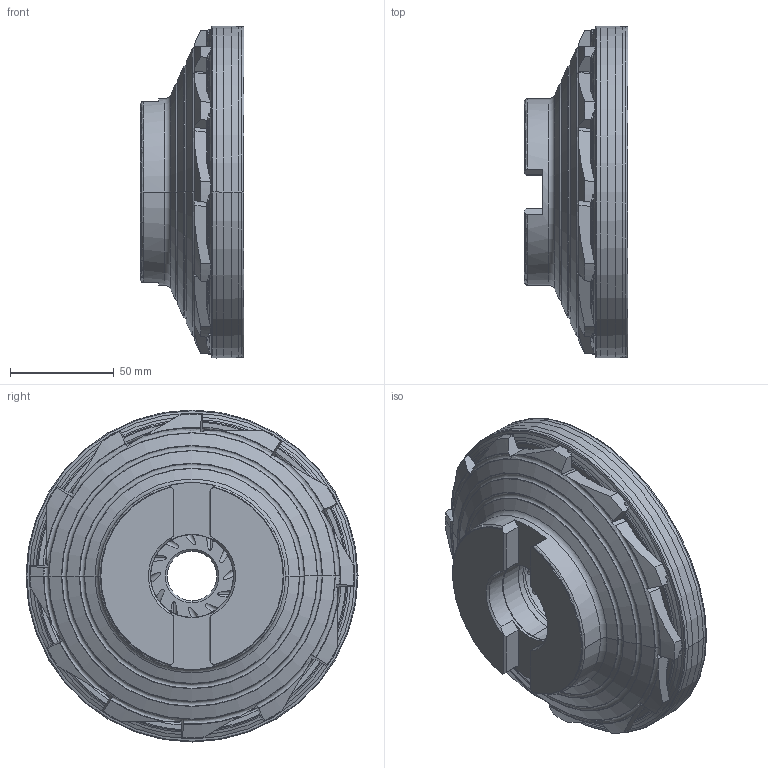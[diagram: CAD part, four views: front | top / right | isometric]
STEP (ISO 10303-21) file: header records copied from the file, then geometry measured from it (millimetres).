
FILE_DESCRIPTION (( 'STEP AP214' ), '1' );
FILE_NAME ('90PP-160-70-12.STEP', '2019-08-01T09:01:20', ( '' ), ( '' ), 'SwSTEP 2.0', 'SolidWorks 2019', '' );
FILE_SCHEMA (( 'AUTOMOTIVE_DESIGN' ));
Length unit declared in the file: millimetre
Products named in the file (1): 90PP-160-70-12
Bounding box: 50.01 x 159.99 x 159.99 mm (x, y, z)
Volume: 575517.4 mm3; surface area: 67785.2 mm2
Topology: 1 solids, 13 shells, 543 faces, 1621 edges, 1057 vertices
Faces by surface type: cone 229, plane 145, cylinder 104, torus 65
Entity records: 23118 total; most frequent: CARTESIAN_POINT 7503, ORIENTED_EDGE 3242, DIRECTION 2265, EDGE_CURVE 1621, VERTEX_POINT 1057, AXIS2_PLACEMENT_3D 982, B_SPLINE_CURVE_WITH_KNOTS 726, EDGE_LOOP 546
